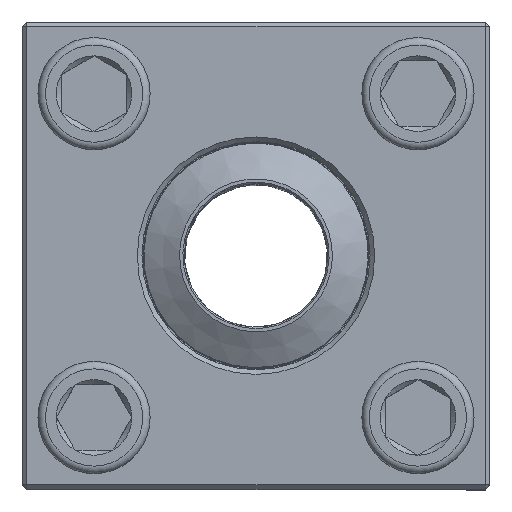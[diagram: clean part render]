
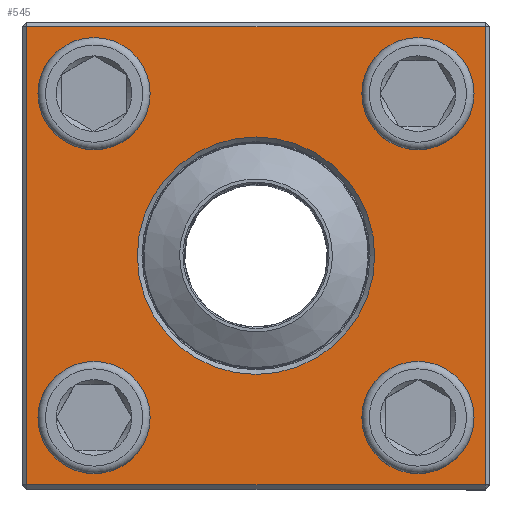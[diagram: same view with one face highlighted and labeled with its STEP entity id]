
A CAD part, top view. The second image highlights one B-rep face of the part: STEP entity #545.
In plain terms, the highlighted planar face has unit normal (0, 0, 1).
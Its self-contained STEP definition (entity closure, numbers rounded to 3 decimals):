
#311=FACE_BOUND('',#778,.T.);
#312=FACE_BOUND('',#779,.T.);
#313=FACE_BOUND('',#780,.T.);
#314=FACE_BOUND('',#781,.T.);
#315=FACE_BOUND('',#782,.T.);
#316=FACE_BOUND('',#783,.T.);
#454=CIRCLE('',#1788,25.4);
#455=CIRCLE('',#1789,9.);
#456=CIRCLE('',#1790,9.);
#457=CIRCLE('',#1791,9.);
#458=CIRCLE('',#1792,9.);
#545=ADVANCED_FACE('',(#311,#312,#313,#314,#315,#316),#669,.F.);
#669=PLANE('',#1793);
#778=EDGE_LOOP('',(#988));
#779=EDGE_LOOP('',(#989,#990,#991,#992));
#780=EDGE_LOOP('',(#993));
#781=EDGE_LOOP('',(#994));
#782=EDGE_LOOP('',(#995));
#783=EDGE_LOOP('',(#996));
#988=ORIENTED_EDGE('',*,*,#1484,.T.);
#989=ORIENTED_EDGE('',*,*,#1485,.T.);
#990=ORIENTED_EDGE('',*,*,#1486,.T.);
#991=ORIENTED_EDGE('',*,*,#1487,.T.);
#992=ORIENTED_EDGE('',*,*,#1488,.T.);
#993=ORIENTED_EDGE('',*,*,#1489,.T.);
#994=ORIENTED_EDGE('',*,*,#1490,.T.);
#995=ORIENTED_EDGE('',*,*,#1491,.T.);
#996=ORIENTED_EDGE('',*,*,#1492,.T.);
#1354=VERTEX_POINT('',#2562);
#1355=VERTEX_POINT('',#2564);
#1356=VERTEX_POINT('',#2565);
#1357=VERTEX_POINT('',#2567);
#1358=VERTEX_POINT('',#2569);
#1359=VERTEX_POINT('',#2572);
#1360=VERTEX_POINT('',#2574);
#1361=VERTEX_POINT('',#2576);
#1362=VERTEX_POINT('',#2578);
#1484=EDGE_CURVE('',#1354,#1354,#454,.T.);
#1485=EDGE_CURVE('',#1355,#1356,#1667,.T.);
#1486=EDGE_CURVE('',#1356,#1357,#1668,.T.);
#1487=EDGE_CURVE('',#1357,#1358,#1669,.T.);
#1488=EDGE_CURVE('',#1358,#1355,#1670,.T.);
#1489=EDGE_CURVE('',#1359,#1359,#455,.T.);
#1490=EDGE_CURVE('',#1360,#1360,#456,.T.);
#1491=EDGE_CURVE('',#1361,#1361,#457,.T.);
#1492=EDGE_CURVE('',#1362,#1362,#458,.T.);
#1667=LINE('',#2563,#1733);
#1668=LINE('',#2566,#1734);
#1669=LINE('',#2568,#1735);
#1670=LINE('',#2570,#1736);
#1733=VECTOR('',#2036,1.);
#1734=VECTOR('',#2037,1.);
#1735=VECTOR('',#2038,1.);
#1736=VECTOR('',#2039,1.);
#1788=AXIS2_PLACEMENT_3D('',#2561,#2034,#2035);
#1789=AXIS2_PLACEMENT_3D('',#2571,#2040,#2041);
#1790=AXIS2_PLACEMENT_3D('',#2573,#2042,#2043);
#1791=AXIS2_PLACEMENT_3D('',#2575,#2044,#2045);
#1792=AXIS2_PLACEMENT_3D('',#2577,#2046,#2047);
#1793=AXIS2_PLACEMENT_3D('',#2579,#2048,#2049);
#2034=DIRECTION('',(0.,0.,-1.));
#2035=DIRECTION('',(-1.,0.,0.));
#2036=DIRECTION('',(-1.,0.,0.));
#2037=DIRECTION('',(0.,-1.,0.));
#2038=DIRECTION('',(1.,0.,0.));
#2039=DIRECTION('',(0.,1.,0.));
#2040=DIRECTION('',(0.,0.,-1.));
#2041=DIRECTION('',(-1.,0.,0.));
#2042=DIRECTION('',(0.,0.,-1.));
#2043=DIRECTION('',(-1.,0.,0.));
#2044=DIRECTION('',(0.,0.,-1.));
#2045=DIRECTION('',(-1.,0.,0.));
#2046=DIRECTION('',(0.,0.,-1.));
#2047=DIRECTION('',(-1.,0.,0.));
#2048=DIRECTION('',(0.,0.,-1.));
#2049=DIRECTION('',(-1.,0.,0.));
#2561=CARTESIAN_POINT('',(0.,0.,38.));
#2562=CARTESIAN_POINT('',(-25.4,0.,38.));
#2563=CARTESIAN_POINT('',(-50.,49.,38.));
#2564=CARTESIAN_POINT('',(49.,49.,38.));
#2565=CARTESIAN_POINT('',(-49.,49.,38.));
#2566=CARTESIAN_POINT('',(-49.,-50.,38.));
#2567=CARTESIAN_POINT('',(-49.,-49.,38.));
#2568=CARTESIAN_POINT('',(50.,-49.,38.));
#2569=CARTESIAN_POINT('',(49.,-49.,38.));
#2570=CARTESIAN_POINT('',(49.,50.,38.));
#2571=CARTESIAN_POINT('',(-34.648,-34.648,38.));
#2572=CARTESIAN_POINT('',(-43.648,-34.648,38.));
#2573=CARTESIAN_POINT('',(-34.648,34.648,38.));
#2574=CARTESIAN_POINT('',(-43.648,34.648,38.));
#2575=CARTESIAN_POINT('',(34.648,34.648,38.));
#2576=CARTESIAN_POINT('',(25.648,34.648,38.));
#2577=CARTESIAN_POINT('',(34.648,-34.648,38.));
#2578=CARTESIAN_POINT('',(25.648,-34.648,38.));
#2579=CARTESIAN_POINT('',(0.,0.,38.));
